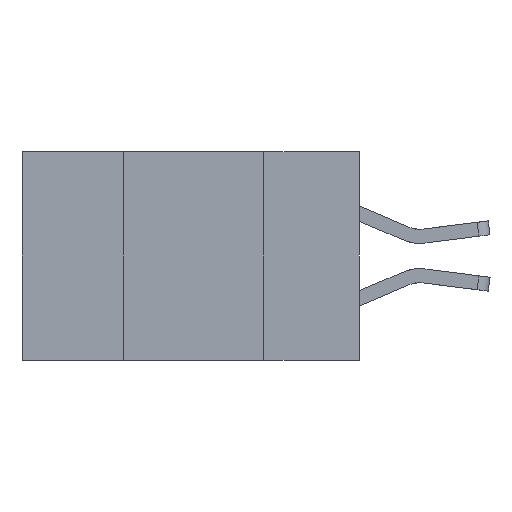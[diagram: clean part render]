
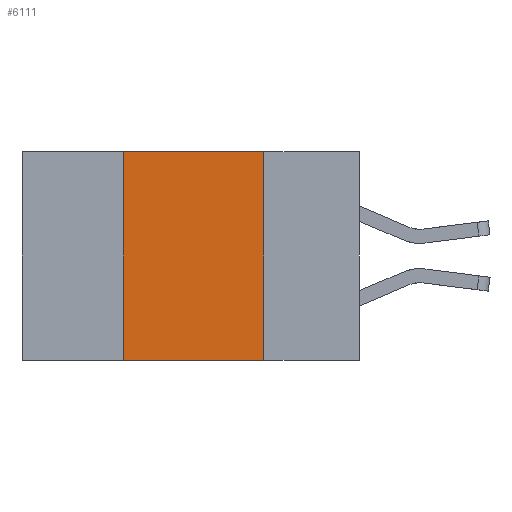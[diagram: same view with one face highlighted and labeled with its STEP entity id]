
A CAD part, left-side view. The second image highlights one B-rep face of the part: STEP entity #6111.
In plain terms, the highlighted planar face has unit normal (-1, 0, 0).
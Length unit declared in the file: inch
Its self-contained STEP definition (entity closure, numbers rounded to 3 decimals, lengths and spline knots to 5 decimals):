
#93 = VECTOR ( 'NONE', #5438, 39.37008 ) ;
#251 = EDGE_LOOP ( 'NONE', ( #4162, #5182, #4672, #3556 ) ) ;
#381 = VERTEX_POINT ( 'NONE', #1390 ) ;
#400 = CARTESIAN_POINT ( 'NONE',  ( 0., 0.42, 0. ) ) ;
#684 = DIRECTION ( 'NONE',  ( 0., 0., -1. ) ) ;
#719 = VECTOR ( 'NONE', #8243, 39.37008 ) ;
#1130 = FACE_OUTER_BOUND ( 'NONE', #251, .T. ) ;
#1239 = PLANE ( 'NONE',  #2414 ) ;
#1390 = CARTESIAN_POINT ( 'NONE',  ( 0., 0.42, -0.37 ) ) ;
#1419 = VERTEX_POINT ( 'NONE', #6652 ) ;
#1767 = CARTESIAN_POINT ( 'NONE',  ( 0., 0.17, 0. ) ) ;
#2211 = DIRECTION ( 'NONE',  ( 0., -1., 0. ) ) ;
#2414 = AXIS2_PLACEMENT_3D ( 'NONE', #8516, #7737, #684 ) ;
#2474 = VERTEX_POINT ( 'NONE', #8251 ) ;
#2906 = LINE ( 'NONE', #1767, #719 ) ;
#3556 = ORIENTED_EDGE ( 'NONE', *, *, #4302, .T. ) ;
#3757 = CARTESIAN_POINT ( 'NONE',  ( 0., 0.6, 0. ) ) ;
#3974 = EDGE_CURVE ( 'NONE', #7369, #1419, #8921, .T. ) ;
#4162 = ORIENTED_EDGE ( 'NONE', *, *, #8844, .F. ) ;
#4302 = EDGE_CURVE ( 'NONE', #381, #2474, #4674, .T. ) ;
#4672 = ORIENTED_EDGE ( 'NONE', *, *, #5935, .F. ) ;
#4674 = LINE ( 'NONE', #6573, #8797 ) ;
#4764 = CARTESIAN_POINT ( 'NONE',  ( 0., 0.42, 0. ) ) ;
#5182 = ORIENTED_EDGE ( 'NONE', *, *, #3974, .F. ) ;
#5249 = DIRECTION ( 'NONE',  ( 0., -1., 0. ) ) ;
#5438 = DIRECTION ( 'NONE',  ( 0., 0., 1. ) ) ;
#5935 = EDGE_CURVE ( 'NONE', #381, #7369, #8902, .T. ) ;
#6111 = ADVANCED_FACE ( 'NONE', ( #1130 ), #1239, .F. ) ;
#6573 = CARTESIAN_POINT ( 'NONE',  ( 0., 0.6, -0.37 ) ) ;
#6652 = CARTESIAN_POINT ( 'NONE',  ( 0., 0.17, 0. ) ) ;
#7369 = VERTEX_POINT ( 'NONE', #4764 ) ;
#7737 = DIRECTION ( 'NONE',  ( 1., 0., 0. ) ) ;
#8243 = DIRECTION ( 'NONE',  ( 0., 0., -1. ) ) ;
#8251 = CARTESIAN_POINT ( 'NONE',  ( 0., 0.17, -0.37 ) ) ;
#8516 = CARTESIAN_POINT ( 'NONE',  ( 0., 0.6, 0. ) ) ;
#8797 = VECTOR ( 'NONE', #2211, 39.37008 ) ;
#8806 = VECTOR ( 'NONE', #5249, 39.37008 ) ;
#8844 = EDGE_CURVE ( 'NONE', #1419, #2474, #2906, .T. ) ;
#8902 = LINE ( 'NONE', #400, #93 ) ;
#8921 = LINE ( 'NONE', #3757, #8806 ) ;
